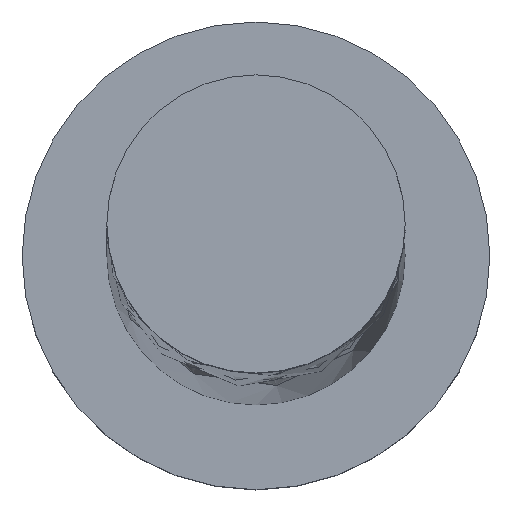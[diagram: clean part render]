
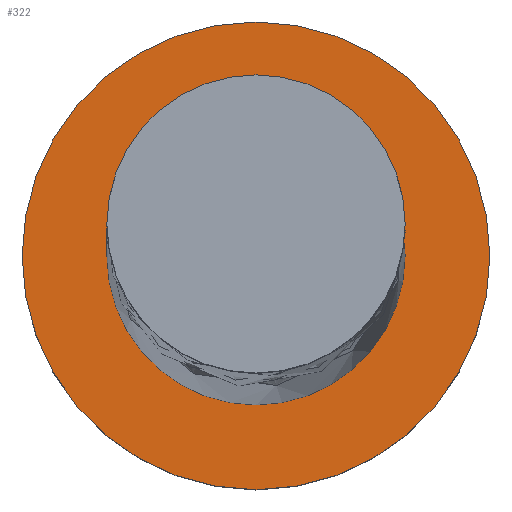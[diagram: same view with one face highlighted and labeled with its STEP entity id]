
A CAD part, top view. The second image highlights one B-rep face of the part: STEP entity #322.
In plain terms, the highlighted planar face has unit normal (0, 0, 1).
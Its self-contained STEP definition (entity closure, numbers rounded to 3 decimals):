
#25 = AXIS2_PLACEMENT_3D ( 'NONE', #273, #115, #918 ) ;
#66 = ORIENTED_EDGE ( 'NONE', *, *, #1568, .F. ) ;
#115 = DIRECTION ( 'NONE',  ( 0., 0., 1. ) ) ;
#186 = CIRCLE ( 'NONE', #521, 8. ) ;
#196 = DIRECTION ( 'NONE',  ( 0., 0., 1. ) ) ;
#273 = CARTESIAN_POINT ( 'NONE',  ( 0., 0., 5. ) ) ;
#322 = ADVANCED_FACE ( 'NONE', ( #1025, #385 ), #713, .T. ) ;
#385 = FACE_OUTER_BOUND ( 'NONE', #1571, .T. ) ;
#415 = VERTEX_POINT ( 'NONE', #1334 ) ;
#521 = AXIS2_PLACEMENT_3D ( 'NONE', #1435, #663, #1128 ) ;
#663 = DIRECTION ( 'NONE',  ( 0., 0., 1. ) ) ;
#676 = CARTESIAN_POINT ( 'NONE',  ( 0., 0., 5. ) ) ;
#699 = CARTESIAN_POINT ( 'NONE',  ( 0., 0., 5. ) ) ;
#713 = PLANE ( 'NONE',  #978 ) ;
#886 = CIRCLE ( 'NONE', #1170, 5.1 ) ;
#899 = EDGE_CURVE ( 'NONE', #941, #1088, #1984, .T. ) ;
#918 = DIRECTION ( 'NONE',  ( 1., 0., 0. ) ) ;
#941 = VERTEX_POINT ( 'NONE', #1067 ) ;
#978 = AXIS2_PLACEMENT_3D ( 'NONE', #1013, #196, #1993 ) ;
#1013 = CARTESIAN_POINT ( 'NONE',  ( 0., 0., 5. ) ) ;
#1022 = DIRECTION ( 'NONE',  ( 0., 0., 1. ) ) ;
#1025 = FACE_BOUND ( 'NONE', #1614, .T. ) ;
#1067 = CARTESIAN_POINT ( 'NONE',  ( 8., 0., 5. ) ) ;
#1088 = VERTEX_POINT ( 'NONE', #2012 ) ;
#1111 = DIRECTION ( 'NONE',  ( 1., 0., 0. ) ) ;
#1128 = DIRECTION ( 'NONE',  ( 1., 0., 0. ) ) ;
#1170 = AXIS2_PLACEMENT_3D ( 'NONE', #699, #1022, #1305 ) ;
#1192 = ORIENTED_EDGE ( 'NONE', *, *, #1361, .F. ) ;
#1204 = VERTEX_POINT ( 'NONE', #1328 ) ;
#1275 = ORIENTED_EDGE ( 'NONE', *, *, #1499, .T. ) ;
#1305 = DIRECTION ( 'NONE',  ( 1., 0., 0. ) ) ;
#1328 = CARTESIAN_POINT ( 'NONE',  ( 5.1, 0., 5. ) ) ;
#1334 = CARTESIAN_POINT ( 'NONE',  ( -5.1, 0., 5. ) ) ;
#1361 = EDGE_CURVE ( 'NONE', #415, #1204, #1411, .T. ) ;
#1411 = CIRCLE ( 'NONE', #1437, 5.1 ) ;
#1435 = CARTESIAN_POINT ( 'NONE',  ( 0., 0., 5. ) ) ;
#1437 = AXIS2_PLACEMENT_3D ( 'NONE', #676, #1545, #1111 ) ;
#1499 = EDGE_CURVE ( 'NONE', #1088, #941, #186, .T. ) ;
#1545 = DIRECTION ( 'NONE',  ( 0., 0., 1. ) ) ;
#1568 = EDGE_CURVE ( 'NONE', #1204, #415, #886, .T. ) ;
#1571 = EDGE_LOOP ( 'NONE', ( #1275, #1760 ) ) ;
#1614 = EDGE_LOOP ( 'NONE', ( #1192, #66 ) ) ;
#1760 = ORIENTED_EDGE ( 'NONE', *, *, #899, .T. ) ;
#1984 = CIRCLE ( 'NONE', #25, 8. ) ;
#1993 = DIRECTION ( 'NONE',  ( 1., 0., 0. ) ) ;
#2012 = CARTESIAN_POINT ( 'NONE',  ( -8., 0., 5. ) ) ;
